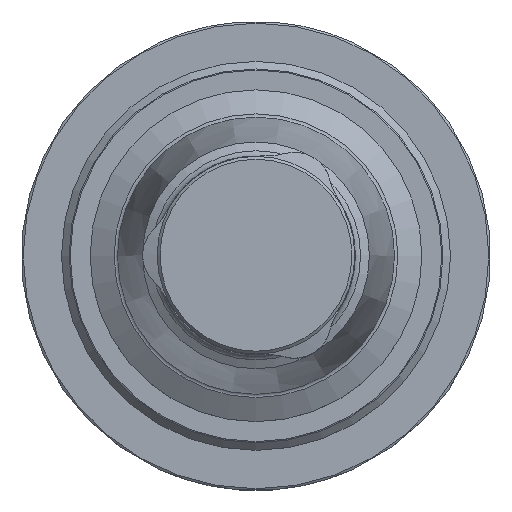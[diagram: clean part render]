
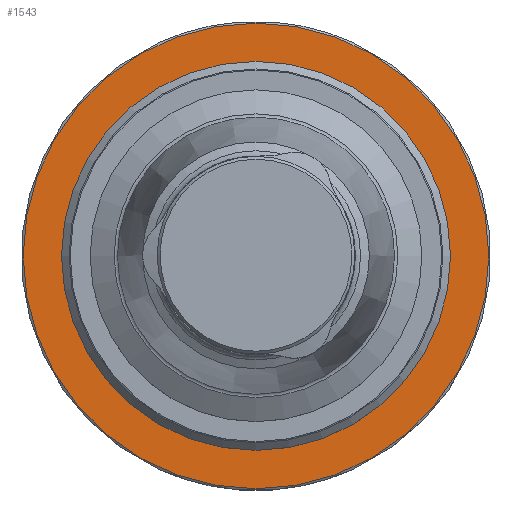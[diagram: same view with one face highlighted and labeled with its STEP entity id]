
A CAD part, top view. The second image highlights one B-rep face of the part: STEP entity #1543.
In plain terms, the highlighted planar face has unit normal (0, 0, 1).
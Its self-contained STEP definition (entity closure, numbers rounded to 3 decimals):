
#251=PLANE('',#1704);
#531=ORIENTED_EDGE('',*,*,#859,.T.);
#532=ORIENTED_EDGE('',*,*,#860,.F.);
#859=EDGE_CURVE('',#1046,#1046,#1172,.T.);
#860=EDGE_CURVE('',#1047,#1047,#1173,.T.);
#1046=VERTEX_POINT('',#2527);
#1047=VERTEX_POINT('',#2530);
#1172=CIRCLE('',#1703,33.65);
#1173=CIRCLE('',#1705,40.7);
#1279=EDGE_LOOP('',(#531));
#1280=EDGE_LOOP('',(#532));
#1414=FACE_BOUND('',#1279,.T.);
#1415=FACE_BOUND('',#1280,.T.);
#1543=ADVANCED_FACE('',(#1414,#1415),#251,.F.);
#1703=AXIS2_PLACEMENT_3D('',#2526,#2043,#2044);
#1704=AXIS2_PLACEMENT_3D('',#2528,#2045,#2046);
#1705=AXIS2_PLACEMENT_3D('',#2529,#2047,#2048);
#2043=DIRECTION('',(0.,0.,-1.));
#2044=DIRECTION('',(-1.,0.,0.));
#2045=DIRECTION('',(0.,0.,-1.));
#2046=DIRECTION('',(-1.,0.,0.));
#2047=DIRECTION('',(0.,0.,-1.));
#2048=DIRECTION('',(-1.,0.,0.));
#2526=CARTESIAN_POINT('',(0.,0.,-1.));
#2527=CARTESIAN_POINT('',(-33.65,0.,-1.));
#2528=CARTESIAN_POINT('',(-33.65,0.,-1.));
#2529=CARTESIAN_POINT('',(0.,0.,-1.));
#2530=CARTESIAN_POINT('',(-40.7,0.,-1.));
